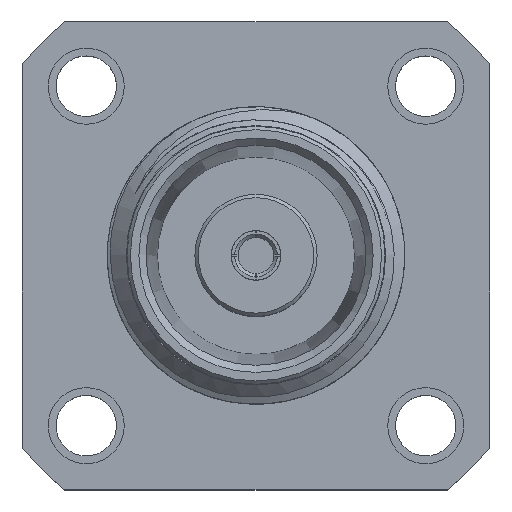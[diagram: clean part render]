
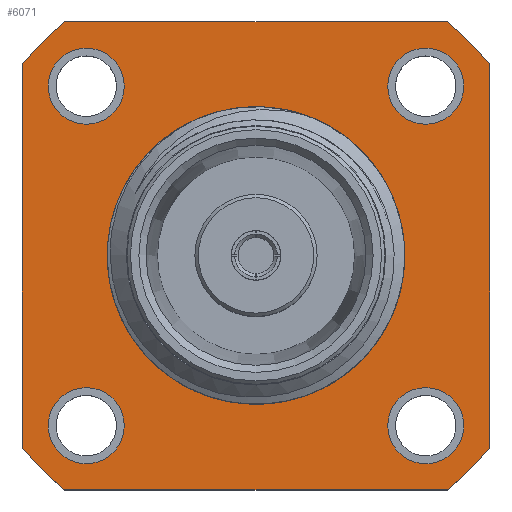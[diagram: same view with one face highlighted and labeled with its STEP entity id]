
A CAD part, top view. The second image highlights one B-rep face of the part: STEP entity #6071.
In plain terms, the highlighted planar face has unit normal (0, 0, 1).
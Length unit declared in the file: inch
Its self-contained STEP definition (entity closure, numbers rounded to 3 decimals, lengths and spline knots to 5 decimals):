
#21 = EDGE_CURVE ( 'NONE', #692, #459, #5394, .T. ) ;
#236 = AXIS2_PLACEMENT_3D ( 'NONE', #239, #2933, #5112 ) ;
#239 = CARTESIAN_POINT ( 'NONE',  ( 0.25, -0.25, 0. ) ) ;
#256 = CIRCLE ( 'NONE', #3260, 0.056 ) ;
#335 = EDGE_LOOP ( 'NONE', ( #2371 ) ) ;
#439 = EDGE_LOOP ( 'NONE', ( #1794 ) ) ;
#459 = VERTEX_POINT ( 'NONE', #1758 ) ;
#509 = ORIENTED_EDGE ( 'NONE', *, *, #1164, .F. ) ;
#527 = EDGE_CURVE ( 'NONE', #2319, #4904, #6014, .T. ) ;
#529 = CARTESIAN_POINT ( 'NONE',  ( -0.2817, 0.34449, 0. ) ) ;
#591 = CIRCLE ( 'NONE', #5146, 0.445 ) ;
#603 = CIRCLE ( 'NONE', #1911, 0.056 ) ;
#630 = CARTESIAN_POINT ( 'NONE',  ( 0., 0., 0. ) ) ;
#662 = ORIENTED_EDGE ( 'NONE', *, *, #932, .T. ) ;
#683 = CIRCLE ( 'NONE', #5893, 0.21875 ) ;
#692 = VERTEX_POINT ( 'NONE', #5887 ) ;
#776 = ORIENTED_EDGE ( 'NONE', *, *, #6366, .F. ) ;
#827 = DIRECTION ( 'NONE',  ( 0., 0., 1. ) ) ;
#850 = DIRECTION ( 'NONE',  ( 0., 0., -1. ) ) ;
#895 = CARTESIAN_POINT ( 'NONE',  ( -0.34449, 0.34449, 0. ) ) ;
#932 = EDGE_CURVE ( 'NONE', #692, #3241, #1054, .T. ) ;
#947 = EDGE_LOOP ( 'NONE', ( #776 ) ) ;
#993 = CARTESIAN_POINT ( 'NONE',  ( 0.34449, 0.2817, 0. ) ) ;
#1054 = LINE ( 'NONE', #6228, #6631 ) ;
#1164 = EDGE_CURVE ( 'NONE', #3643, #1687, #2131, .T. ) ;
#1253 = EDGE_CURVE ( 'NONE', #2518, #2518, #683, .T. ) ;
#1292 = ORIENTED_EDGE ( 'NONE', *, *, #3141, .F. ) ;
#1389 = DIRECTION ( 'NONE',  ( -1., 0., 0. ) ) ;
#1421 = DIRECTION ( 'NONE',  ( 1., 0., 0. ) ) ;
#1557 = VECTOR ( 'NONE', #3103, 39.37008 ) ;
#1558 = DIRECTION ( 'NONE',  ( 0., 0., -1. ) ) ;
#1567 = DIRECTION ( 'NONE',  ( 0., 0., -1. ) ) ;
#1687 = VERTEX_POINT ( 'NONE', #529 ) ;
#1758 = CARTESIAN_POINT ( 'NONE',  ( -0.34449, -0.2817, 0. ) ) ;
#1794 = ORIENTED_EDGE ( 'NONE', *, *, #3186, .F. ) ;
#1833 = FACE_OUTER_BOUND ( 'NONE', #2556, .T. ) ;
#1889 = ORIENTED_EDGE ( 'NONE', *, *, #2737, .T. ) ;
#1911 = AXIS2_PLACEMENT_3D ( 'NONE', #4494, #3432, #4984 ) ;
#1939 = EDGE_CURVE ( 'NONE', #6318, #6318, #603, .T. ) ;
#1942 = DIRECTION ( 'NONE',  ( 1., 0., 0. ) ) ;
#1962 = CARTESIAN_POINT ( 'NONE',  ( 0.25, 0.25, 0. ) ) ;
#2131 = CIRCLE ( 'NONE', #6275, 0.445 ) ;
#2165 = FACE_BOUND ( 'NONE', #6718, .T. ) ;
#2319 = VERTEX_POINT ( 'NONE', #2979 ) ;
#2371 = ORIENTED_EDGE ( 'NONE', *, *, #1253, .F. ) ;
#2405 = FACE_BOUND ( 'NONE', #439, .T. ) ;
#2408 = PLANE ( 'NONE',  #2655 ) ;
#2436 = CARTESIAN_POINT ( 'NONE',  ( 0., 0., 0. ) ) ;
#2445 = AXIS2_PLACEMENT_3D ( 'NONE', #4793, #2645, #5784 ) ;
#2501 = CIRCLE ( 'NONE', #236, 0.056 ) ;
#2518 = VERTEX_POINT ( 'NONE', #6829 ) ;
#2532 = CARTESIAN_POINT ( 'NONE',  ( 0.306, -0.25, 0. ) ) ;
#2556 = EDGE_LOOP ( 'NONE', ( #509, #5512, #6127, #662, #1292, #6433, #1889, #5521 ) ) ;
#2645 = DIRECTION ( 'NONE',  ( 0., 0., 1. ) ) ;
#2655 = AXIS2_PLACEMENT_3D ( 'NONE', #6730, #3499, #1389 ) ;
#2703 = AXIS2_PLACEMENT_3D ( 'NONE', #2436, #850, #4108 ) ;
#2737 = EDGE_CURVE ( 'NONE', #4904, #3771, #591, .T. ) ;
#2770 = DIRECTION ( 'NONE',  ( 0., 0., 1. ) ) ;
#2933 = DIRECTION ( 'NONE',  ( 0., 0., 1. ) ) ;
#2979 = CARTESIAN_POINT ( 'NONE',  ( 0.34449, -0.2817, 0. ) ) ;
#3013 = CIRCLE ( 'NONE', #2445, 0.056 ) ;
#3103 = DIRECTION ( 'NONE',  ( -1., 0., 0. ) ) ;
#3141 = EDGE_CURVE ( 'NONE', #2319, #3241, #5390, .T. ) ;
#3150 = LINE ( 'NONE', #895, #1557 ) ;
#3186 = EDGE_CURVE ( 'NONE', #5107, #5107, #3013, .T. ) ;
#3218 = DIRECTION ( 'NONE',  ( -1., 0., 0. ) ) ;
#3241 = VERTEX_POINT ( 'NONE', #5447 ) ;
#3244 = CARTESIAN_POINT ( 'NONE',  ( 0., 0., 0. ) ) ;
#3260 = AXIS2_PLACEMENT_3D ( 'NONE', #1962, #827, #1942 ) ;
#3344 = CARTESIAN_POINT ( 'NONE',  ( 0.34449, -0.34449, 0. ) ) ;
#3432 = DIRECTION ( 'NONE',  ( 0., 0., 1. ) ) ;
#3499 = DIRECTION ( 'NONE',  ( 0., 0., -1. ) ) ;
#3643 = VERTEX_POINT ( 'NONE', #3896 ) ;
#3692 = EDGE_CURVE ( 'NONE', #3643, #459, #6301, .T. ) ;
#3764 = ORIENTED_EDGE ( 'NONE', *, *, #4041, .F. ) ;
#3771 = VERTEX_POINT ( 'NONE', #3915 ) ;
#3826 = DIRECTION ( 'NONE',  ( 1., 0., 0. ) ) ;
#3896 = CARTESIAN_POINT ( 'NONE',  ( -0.34449, 0.2817, 0. ) ) ;
#3915 = CARTESIAN_POINT ( 'NONE',  ( 0.2817, 0.34449, 0. ) ) ;
#3944 = CARTESIAN_POINT ( 'NONE',  ( -0.34449, -0.34449, 0. ) ) ;
#4041 = EDGE_CURVE ( 'NONE', #4172, #4172, #256, .T. ) ;
#4108 = DIRECTION ( 'NONE',  ( -1., 0., 0. ) ) ;
#4113 = CARTESIAN_POINT ( 'NONE',  ( -0.194, 0.25, 0. ) ) ;
#4172 = VERTEX_POINT ( 'NONE', #5261 ) ;
#4494 = CARTESIAN_POINT ( 'NONE',  ( -0.25, 0.25, 0. ) ) ;
#4786 = EDGE_LOOP ( 'NONE', ( #3764 ) ) ;
#4793 = CARTESIAN_POINT ( 'NONE',  ( -0.25, -0.25, 0. ) ) ;
#4904 = VERTEX_POINT ( 'NONE', #993 ) ;
#4984 = DIRECTION ( 'NONE',  ( 1., 0., 0. ) ) ;
#5036 = FACE_BOUND ( 'NONE', #4786, .T. ) ;
#5102 = VECTOR ( 'NONE', #5445, 39.37008 ) ;
#5107 = VERTEX_POINT ( 'NONE', #6280 ) ;
#5112 = DIRECTION ( 'NONE',  ( 1., 0., 0. ) ) ;
#5146 = AXIS2_PLACEMENT_3D ( 'NONE', #630, #2770, #3826 ) ;
#5206 = VERTEX_POINT ( 'NONE', #2532 ) ;
#5261 = CARTESIAN_POINT ( 'NONE',  ( 0.306, 0.25, 0. ) ) ;
#5275 = FACE_BOUND ( 'NONE', #947, .T. ) ;
#5327 = DIRECTION ( 'NONE',  ( -1., 0., 0. ) ) ;
#5380 = ORIENTED_EDGE ( 'NONE', *, *, #1939, .F. ) ;
#5390 = CIRCLE ( 'NONE', #6431, 0.445 ) ;
#5391 = CARTESIAN_POINT ( 'NONE',  ( 0., 0., 0. ) ) ;
#5394 = CIRCLE ( 'NONE', #2703, 0.445 ) ;
#5417 = DIRECTION ( 'NONE',  ( -1., 0., 0. ) ) ;
#5445 = DIRECTION ( 'NONE',  ( 0., 1., 0. ) ) ;
#5447 = CARTESIAN_POINT ( 'NONE',  ( 0.2817, -0.34449, 0. ) ) ;
#5512 = ORIENTED_EDGE ( 'NONE', *, *, #3692, .T. ) ;
#5521 = ORIENTED_EDGE ( 'NONE', *, *, #6126, .T. ) ;
#5784 = DIRECTION ( 'NONE',  ( 1., 0., 0. ) ) ;
#5847 = DIRECTION ( 'NONE',  ( 0., 0., 1. ) ) ;
#5887 = CARTESIAN_POINT ( 'NONE',  ( -0.2817, -0.34449, 0. ) ) ;
#5893 = AXIS2_PLACEMENT_3D ( 'NONE', #3244, #5847, #5417 ) ;
#6014 = LINE ( 'NONE', #3344, #5102 ) ;
#6071 = ADVANCED_FACE ( 'NONE', ( #6302, #2165, #5036, #5275, #2405, #1833 ), #2408, .F. ) ;
#6126 = EDGE_CURVE ( 'NONE', #3771, #1687, #3150, .T. ) ;
#6127 = ORIENTED_EDGE ( 'NONE', *, *, #21, .F. ) ;
#6210 = VECTOR ( 'NONE', #6578, 39.37008 ) ;
#6228 = CARTESIAN_POINT ( 'NONE',  ( -0.34449, -0.34449, 0. ) ) ;
#6275 = AXIS2_PLACEMENT_3D ( 'NONE', #5391, #1558, #3218 ) ;
#6280 = CARTESIAN_POINT ( 'NONE',  ( -0.194, -0.25, 0. ) ) ;
#6301 = LINE ( 'NONE', #3944, #6210 ) ;
#6302 = FACE_BOUND ( 'NONE', #335, .T. ) ;
#6318 = VERTEX_POINT ( 'NONE', #4113 ) ;
#6366 = EDGE_CURVE ( 'NONE', #5206, #5206, #2501, .T. ) ;
#6431 = AXIS2_PLACEMENT_3D ( 'NONE', #6449, #1567, #5327 ) ;
#6433 = ORIENTED_EDGE ( 'NONE', *, *, #527, .T. ) ;
#6449 = CARTESIAN_POINT ( 'NONE',  ( 0., 0., 0. ) ) ;
#6578 = DIRECTION ( 'NONE',  ( 0., -1., 0. ) ) ;
#6631 = VECTOR ( 'NONE', #1421, 39.37008 ) ;
#6718 = EDGE_LOOP ( 'NONE', ( #5380 ) ) ;
#6730 = CARTESIAN_POINT ( 'NONE',  ( 0., 0., 0. ) ) ;
#6829 = CARTESIAN_POINT ( 'NONE',  ( -0.21875, 0., 0. ) ) ;
